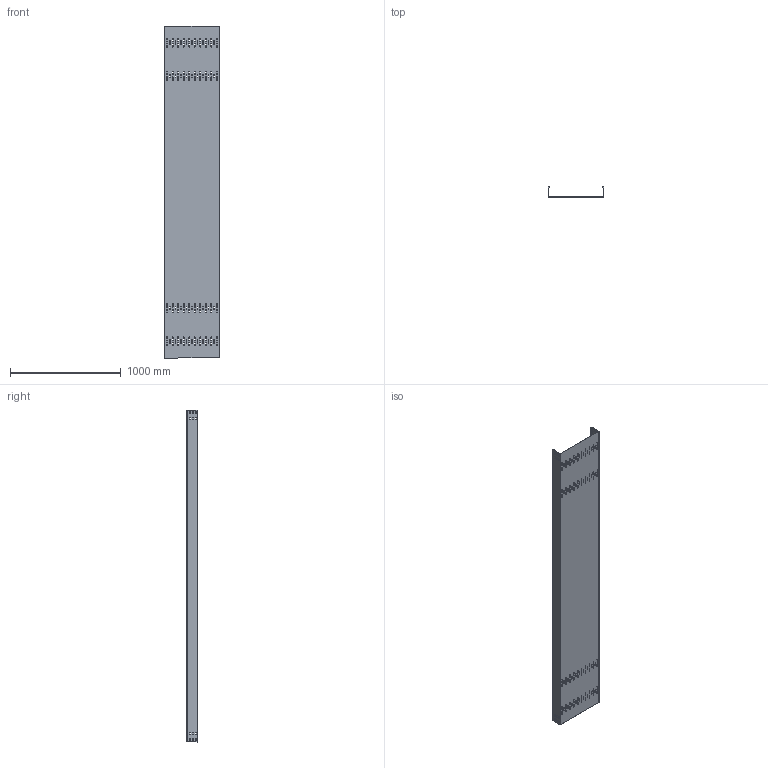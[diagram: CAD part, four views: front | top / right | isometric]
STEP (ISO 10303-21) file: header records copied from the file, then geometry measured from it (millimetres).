
FILE_DESCRIPTION (( 'STEP AP214' ), '1' );
FILE_NAME ('6062008.stp', '2019-12-11T10:42:58', ( '' ), ( '' ), 'SwSTEP 2.0', 'SolidWorks 2018', '' );
FILE_SCHEMA (( 'AUTOMOTIVE_DESIGN' ));
Length unit declared in the file: millimetre
Products named in the file (1): 6062008
Bounding box: 500 x 98 x 3000 mm (x, y, z)
Volume: 4248751.9 mm3; surface area: 4282627.1 mm2
Topology: 1 solids, 1 shells, 734 faces, 2180 edges, 1448 vertices
Faces by surface type: cylinder 424, plane 310
Entity records: 25478 total; most frequent: DIRECTION 4498, CARTESIAN_POINT 4363, ORIENTED_EDGE 4360, EDGE_CURVE 2180, AXIS2_PLACEMENT_3D 1583, VERTEX_POINT 1448, VECTOR 1332, LINE 1332
